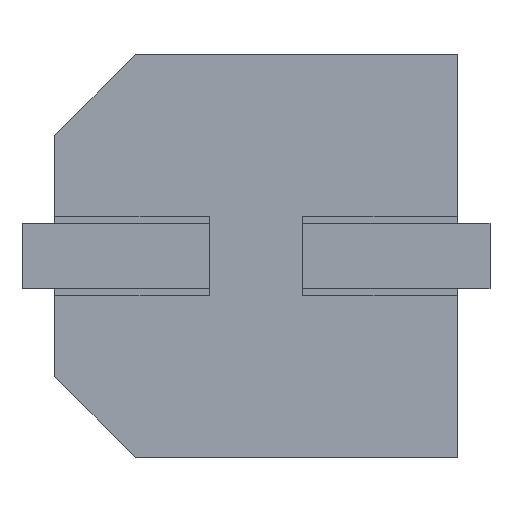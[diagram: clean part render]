
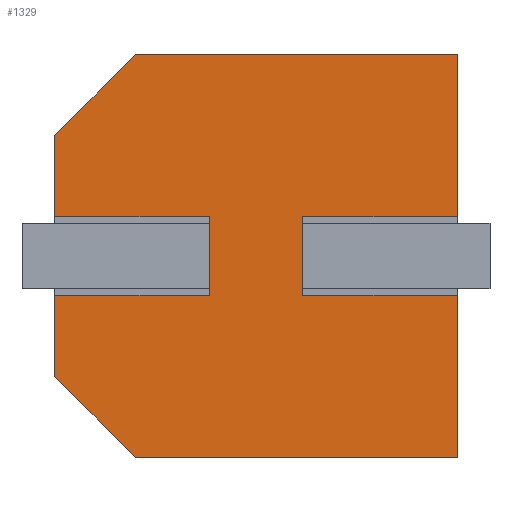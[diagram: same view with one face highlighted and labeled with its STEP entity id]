
A CAD part, front view. The second image highlights one B-rep face of the part: STEP entity #1329.
In plain terms, the highlighted face is planar.
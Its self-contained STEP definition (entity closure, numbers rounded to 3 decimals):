
#15 = DIRECTION ( 'NONE',  ( -1., 0., 0. ) ) ;
#53 = CARTESIAN_POINT ( 'NONE',  ( -2.15, 0., 0. ) ) ;
#58 = VERTEX_POINT ( 'NONE', #2838 ) ;
#141 = ORIENTED_EDGE ( 'NONE', *, *, #873, .F. ) ;
#201 = VERTEX_POINT ( 'NONE', #953 ) ;
#222 = DIRECTION ( 'NONE',  ( 1., 0., 0. ) ) ;
#225 = EDGE_CURVE ( 'NONE', #1009, #58, #495, .T. ) ;
#235 = CARTESIAN_POINT ( 'NONE',  ( -0.153, 0.42, 0. ) ) ;
#259 = DIRECTION ( 'NONE',  ( 0., -1., 0. ) ) ;
#303 = EDGE_CURVE ( 'NONE', #1614, #2575, #1705, .T. ) ;
#315 = ORIENTED_EDGE ( 'NONE', *, *, #2177, .F. ) ;
#318 = CARTESIAN_POINT ( 'NONE',  ( -0.153, -0.42, 0. ) ) ;
#327 = LINE ( 'NONE', #2118, #2845 ) ;
#331 = CARTESIAN_POINT ( 'NONE',  ( -0.153, 0., 0. ) ) ;
#364 = CARTESIAN_POINT ( 'NONE',  ( 1.29, -2.15, 0. ) ) ;
#402 = VERTEX_POINT ( 'NONE', #686 ) ;
#415 = LINE ( 'NONE', #235, #2274 ) ;
#417 = LINE ( 'NONE', #3110, #2926 ) ;
#430 = ORIENTED_EDGE ( 'NONE', *, *, #225, .F. ) ;
#456 = ORIENTED_EDGE ( 'NONE', *, *, #593, .F. ) ;
#495 = LINE ( 'NONE', #1897, #3024 ) ;
#531 = CARTESIAN_POINT ( 'NONE',  ( -2.15, 0., 0. ) ) ;
#559 = PLANE ( 'NONE',  #1563 ) ;
#561 = DIRECTION ( 'NONE',  ( -1., 0., 0. ) ) ;
#568 = DIRECTION ( 'NONE',  ( 1., 0., 0. ) ) ;
#570 = CARTESIAN_POINT ( 'NONE',  ( -0.153, 0.42, 0. ) ) ;
#578 = CARTESIAN_POINT ( 'NONE',  ( 0.5, -0.42, 0. ) ) ;
#593 = EDGE_CURVE ( 'NONE', #402, #1009, #415, .T. ) ;
#633 = EDGE_CURVE ( 'NONE', #2677, #2860, #2620, .T. ) ;
#642 = LINE ( 'NONE', #531, #1909 ) ;
#686 = CARTESIAN_POINT ( 'NONE',  ( -2.15, 0.42, 0. ) ) ;
#719 = LINE ( 'NONE', #1496, #1370 ) ;
#758 = CARTESIAN_POINT ( 'NONE',  ( 2.15, -1.29, 0. ) ) ;
#762 = VERTEX_POINT ( 'NONE', #1240 ) ;
#797 = EDGE_CURVE ( 'NONE', #2792, #201, #642, .T. ) ;
#802 = CARTESIAN_POINT ( 'NONE',  ( 2.15, -0.42, 0. ) ) ;
#873 = EDGE_CURVE ( 'NONE', #1400, #2677, #719, .T. ) ;
#879 = VECTOR ( 'NONE', #561, 1000. ) ;
#896 = EDGE_CURVE ( 'NONE', #2860, #402, #2594, .T. ) ;
#922 = CARTESIAN_POINT ( 'NONE',  ( 2.15, -1.29, 0. ) ) ;
#953 = CARTESIAN_POINT ( 'NONE',  ( -2.15, -2.15, 0. ) ) ;
#971 = ORIENTED_EDGE ( 'NONE', *, *, #633, .F. ) ;
#1009 = VERTEX_POINT ( 'NONE', #1747 ) ;
#1062 = DIRECTION ( 'NONE',  ( 0., 1., 0. ) ) ;
#1143 = ORIENTED_EDGE ( 'NONE', *, *, #1445, .F. ) ;
#1151 = EDGE_CURVE ( 'NONE', #201, #2351, #417, .T. ) ;
#1240 = CARTESIAN_POINT ( 'NONE',  ( 0.5, 0.42, 0. ) ) ;
#1291 = VECTOR ( 'NONE', #2224, 1000. ) ;
#1329 = ADVANCED_FACE ( 'NONE', ( #1804 ), #559, .F. ) ;
#1338 = CARTESIAN_POINT ( 'NONE',  ( 2.15, 0.42, 0. ) ) ;
#1367 = EDGE_LOOP ( 'NONE', ( #2807, #2347, #2127, #1143, #3063, #2436, #2876, #430, #456, #2629, #971, #141, #315, #1497 ) ) ;
#1370 = VECTOR ( 'NONE', #2958, 1000. ) ;
#1400 = VERTEX_POINT ( 'NONE', #2518 ) ;
#1414 = DIRECTION ( 'NONE',  ( 0., 1., 0. ) ) ;
#1429 = LINE ( 'NONE', #364, #3068 ) ;
#1445 = EDGE_CURVE ( 'NONE', #2351, #2130, #1429, .T. ) ;
#1495 = VERTEX_POINT ( 'NONE', #1338 ) ;
#1496 = CARTESIAN_POINT ( 'NONE',  ( 2.15, 1.29, 0. ) ) ;
#1497 = ORIENTED_EDGE ( 'NONE', *, *, #2332, .F. ) ;
#1563 = AXIS2_PLACEMENT_3D ( 'NONE', #331, #2009, #568 ) ;
#1568 = DIRECTION ( 'NONE',  ( 0.707, 0.707, 0. ) ) ;
#1614 = VERTEX_POINT ( 'NONE', #802 ) ;
#1639 = EDGE_CURVE ( 'NONE', #58, #2792, #2649, .T. ) ;
#1644 = VECTOR ( 'NONE', #1928, 1000. ) ;
#1695 = CARTESIAN_POINT ( 'NONE',  ( -0.153, 2.15, 0. ) ) ;
#1705 = LINE ( 'NONE', #2668, #1644 ) ;
#1719 = VECTOR ( 'NONE', #15, 1000. ) ;
#1747 = CARTESIAN_POINT ( 'NONE',  ( -0.5, 0.42, 0. ) ) ;
#1804 = FACE_OUTER_BOUND ( 'NONE', #1367, .T. ) ;
#1811 = VECTOR ( 'NONE', #2011, 1000. ) ;
#1865 = CARTESIAN_POINT ( 'NONE',  ( -2.15, -0.42, 0. ) ) ;
#1897 = CARTESIAN_POINT ( 'NONE',  ( -0.5, 0., 0. ) ) ;
#1909 = VECTOR ( 'NONE', #2228, 1000. ) ;
#1912 = DIRECTION ( 'NONE',  ( 1., 0., 0. ) ) ;
#1928 = DIRECTION ( 'NONE',  ( -1., 0., 0. ) ) ;
#1966 = VECTOR ( 'NONE', #1062, 1000. ) ;
#1967 = EDGE_CURVE ( 'NONE', #2575, #762, #327, .T. ) ;
#1983 = LINE ( 'NONE', #922, #2647 ) ;
#2009 = DIRECTION ( 'NONE',  ( 0., 0., 1. ) ) ;
#2011 = DIRECTION ( 'NONE',  ( 1., 0., 0. ) ) ;
#2034 = CARTESIAN_POINT ( 'NONE',  ( 1.29, 2.15, 0. ) ) ;
#2118 = CARTESIAN_POINT ( 'NONE',  ( 0.5, 0., 0. ) ) ;
#2127 = ORIENTED_EDGE ( 'NONE', *, *, #2821, .F. ) ;
#2130 = VERTEX_POINT ( 'NONE', #2197 ) ;
#2177 = EDGE_CURVE ( 'NONE', #1495, #1400, #2636, .T. ) ;
#2197 = CARTESIAN_POINT ( 'NONE',  ( 2.15, -1.29, 0. ) ) ;
#2224 = DIRECTION ( 'NONE',  ( 0., -1., 0. ) ) ;
#2228 = DIRECTION ( 'NONE',  ( 0., -1., 0. ) ) ;
#2274 = VECTOR ( 'NONE', #1912, 1000. ) ;
#2332 = EDGE_CURVE ( 'NONE', #762, #1495, #3102, .T. ) ;
#2347 = ORIENTED_EDGE ( 'NONE', *, *, #303, .F. ) ;
#2351 = VERTEX_POINT ( 'NONE', #2768 ) ;
#2382 = DIRECTION ( 'NONE',  ( 0., 1., 0. ) ) ;
#2394 = CARTESIAN_POINT ( 'NONE',  ( -2.15, 2.15, 0. ) ) ;
#2436 = ORIENTED_EDGE ( 'NONE', *, *, #797, .F. ) ;
#2518 = CARTESIAN_POINT ( 'NONE',  ( 2.15, 1.29, 0. ) ) ;
#2575 = VERTEX_POINT ( 'NONE', #578 ) ;
#2594 = LINE ( 'NONE', #53, #1291 ) ;
#2620 = LINE ( 'NONE', #1695, #1719 ) ;
#2629 = ORIENTED_EDGE ( 'NONE', *, *, #896, .F. ) ;
#2636 = LINE ( 'NONE', #758, #1966 ) ;
#2647 = VECTOR ( 'NONE', #2382, 1000. ) ;
#2649 = LINE ( 'NONE', #318, #879 ) ;
#2668 = CARTESIAN_POINT ( 'NONE',  ( -0.153, -0.42, 0. ) ) ;
#2677 = VERTEX_POINT ( 'NONE', #2034 ) ;
#2768 = CARTESIAN_POINT ( 'NONE',  ( 1.29, -2.15, 0. ) ) ;
#2792 = VERTEX_POINT ( 'NONE', #1865 ) ;
#2807 = ORIENTED_EDGE ( 'NONE', *, *, #1967, .F. ) ;
#2821 = EDGE_CURVE ( 'NONE', #2130, #1614, #1983, .T. ) ;
#2838 = CARTESIAN_POINT ( 'NONE',  ( -0.5, -0.42, 0. ) ) ;
#2845 = VECTOR ( 'NONE', #1414, 1000. ) ;
#2860 = VERTEX_POINT ( 'NONE', #2394 ) ;
#2876 = ORIENTED_EDGE ( 'NONE', *, *, #1639, .F. ) ;
#2926 = VECTOR ( 'NONE', #222, 1000. ) ;
#2958 = DIRECTION ( 'NONE',  ( -0.707, 0.707, 0. ) ) ;
#3024 = VECTOR ( 'NONE', #259, 1000. ) ;
#3063 = ORIENTED_EDGE ( 'NONE', *, *, #1151, .F. ) ;
#3068 = VECTOR ( 'NONE', #1568, 1000. ) ;
#3102 = LINE ( 'NONE', #570, #1811 ) ;
#3110 = CARTESIAN_POINT ( 'NONE',  ( -0.153, -2.15, 0. ) ) ;
